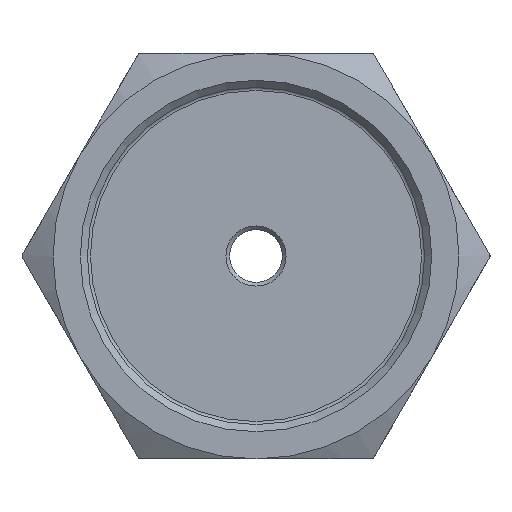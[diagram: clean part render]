
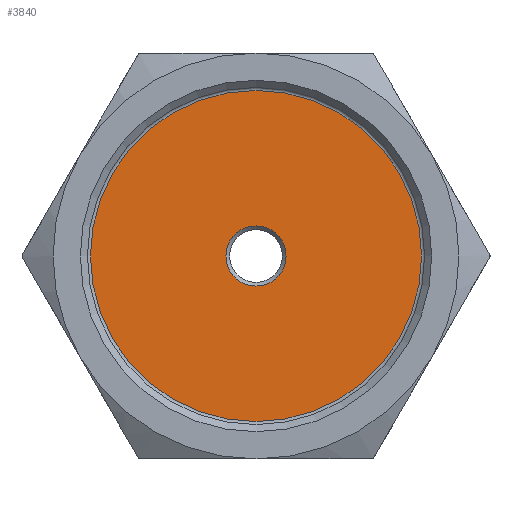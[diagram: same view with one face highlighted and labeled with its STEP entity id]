
A CAD part, left-side view. The second image highlights one B-rep face of the part: STEP entity #3840.
In plain terms, the highlighted planar face has unit normal (-1, 0, 0).
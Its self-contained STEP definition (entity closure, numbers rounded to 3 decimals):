
#609 = PLANE ( 'NONE',  #4456 ) ;
#617 = CARTESIAN_POINT ( 'NONE',  ( 20.5, 0., -22.522 ) ) ;
#619 = FACE_OUTER_BOUND ( 'NONE', #5904, .T. ) ;
#622 = FACE_BOUND ( 'NONE', #5903, .T. ) ;
#625 = DIRECTION ( 'NONE',  ( 1., 0., 0. ) ) ;
#626 = DIRECTION ( 'NONE',  ( 0., 1., 0. ) ) ;
#1131 = CARTESIAN_POINT ( 'NONE',  ( 20.5, 0., 0. ) ) ;
#1155 = DIRECTION ( 'NONE',  ( 1., 0., 0. ) ) ;
#1157 = DIRECTION ( 'NONE',  ( 0., 0., 1. ) ) ;
#1224 = DIRECTION ( 'NONE',  ( -1., 0., 0. ) ) ;
#1246 = CARTESIAN_POINT ( 'NONE',  ( 20.5, 0., 0. ) ) ;
#1252 = DIRECTION ( 'NONE',  ( 0., 0., 1. ) ) ;
#2341 = VERTEX_POINT ( 'NONE', #2348 ) ;
#2344 = VERTEX_POINT ( 'NONE', #2352 ) ;
#2348 = CARTESIAN_POINT ( 'NONE',  ( 20.5, 0., 22.023 ) ) ;
#2352 = CARTESIAN_POINT ( 'NONE',  ( 20.5, 0., 4. ) ) ;
#3606 = EDGE_CURVE ( 'NONE', #2341, #2341, #4163, .T. ) ;
#3619 = EDGE_CURVE ( 'NONE', #2344, #2344, #4174, .T. ) ;
#3840 = ADVANCED_FACE ( 'NONE', ( #622, #619 ), #609, .F. ) ;
#4163 = CIRCLE ( 'NONE', #4179, 22.023 ) ;
#4174 = CIRCLE ( 'NONE', #4176, 4. ) ;
#4176 = AXIS2_PLACEMENT_3D ( 'NONE', #1246, #1224, #1252 ) ;
#4179 = AXIS2_PLACEMENT_3D ( 'NONE', #1131, #1155, #1157 ) ;
#4456 = AXIS2_PLACEMENT_3D ( 'NONE', #617, #625, #626 ) ;
#5288 = ORIENTED_EDGE ( 'NONE', *, *, #3606, .F. ) ;
#5298 = ORIENTED_EDGE ( 'NONE', *, *, #3619, .F. ) ;
#5903 = EDGE_LOOP ( 'NONE', ( #5298 ) ) ;
#5904 = EDGE_LOOP ( 'NONE', ( #5288 ) ) ;
